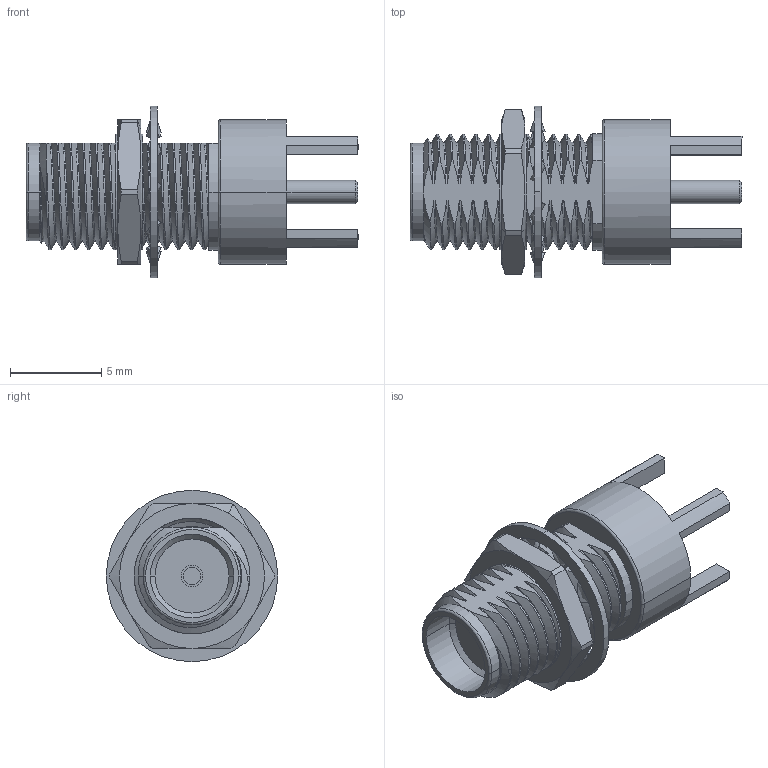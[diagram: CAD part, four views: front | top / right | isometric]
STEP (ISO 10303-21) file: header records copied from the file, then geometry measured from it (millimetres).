
FILE_DESCRIPTION (( 'STEP AP203' ), '1' );
FILE_NAME ('PE4524.step', '2018-06-22T21:51:01', ( '' ), ( '' ), 'SwSTEP 2.0', 'SolidWorks 2017', '' );
FILE_SCHEMA (( 'CONFIG_CONTROL_DESIGN' ));
Length unit declared in the file: inch
Products named in the file (1): PE4524
Bounding box: 18.21 x 9.4 x 9.4 mm (x, y, z)
Volume: 489 mm3; surface area: 867.3 mm2
Topology: 4 solids, 4 shells, 255 faces, 737 edges, 495 vertices
Faces by surface type: bspline 87, cylinder 82, plane 53, cone 29, torus 4
Entity records: 24936 total; most frequent: CARTESIAN_POINT 19109, ORIENTED_EDGE 1474, DIRECTION 880, EDGE_CURVE 737, VERTEX_POINT 495, AXIS2_PLACEMENT_3D 315, EDGE_LOOP 266, FACE_OUTER_BOUND 255
